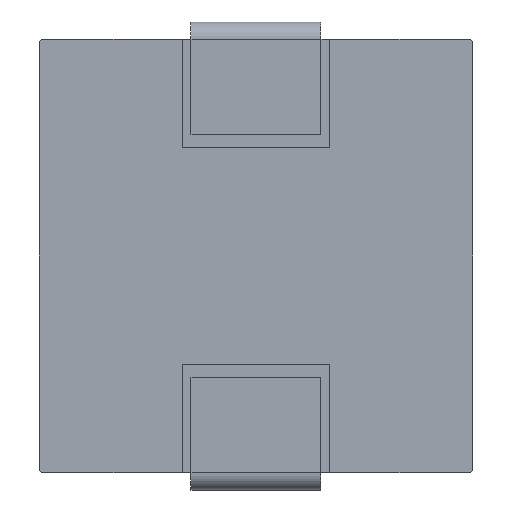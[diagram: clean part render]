
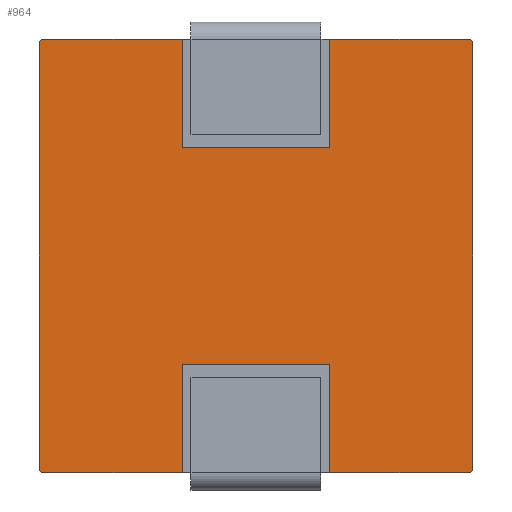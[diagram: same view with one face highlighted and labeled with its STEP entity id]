
A CAD part, front view. The second image highlights one B-rep face of the part: STEP entity #964.
In plain terms, the highlighted planar face has unit normal (0, -1, 0).
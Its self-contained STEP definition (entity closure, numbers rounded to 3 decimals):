
#617 = ORIENTED_EDGE ( 'NONE', *, *, #3725, .F. ) ;
#618 = ORIENTED_EDGE ( 'NONE', *, *, #3761, .F. ) ;
#666 = ORIENTED_EDGE ( 'NONE', *, *, #3723, .F. ) ;
#816 = ORIENTED_EDGE ( 'NONE', *, *, #1355, .F. ) ;
#821 = ORIENTED_EDGE ( 'NONE', *, *, #1377, .F. ) ;
#823 = ORIENTED_EDGE ( 'NONE', *, *, #1387, .F. ) ;
#825 = ORIENTED_EDGE ( 'NONE', *, *, #3720, .F. ) ;
#826 = ORIENTED_EDGE ( 'NONE', *, *, #3741, .F. ) ;
#899 = ORIENTED_EDGE ( 'NONE', *, *, #3734, .F. ) ;
#902 = ORIENTED_EDGE ( 'NONE', *, *, #931, .F. ) ;
#906 = ORIENTED_EDGE ( 'NONE', *, *, #3729, .F. ) ;
#920 = ORIENTED_EDGE ( 'NONE', *, *, #3719, .F. ) ;
#924 = ORIENTED_EDGE ( 'NONE', *, *, #2554, .F. ) ;
#925 = ORIENTED_EDGE ( 'NONE', *, *, #1380, .F. ) ;
#927 = ORIENTED_EDGE ( 'NONE', *, *, #3737, .F. ) ;
#929 = ORIENTED_EDGE ( 'NONE', *, *, #3728, .F. ) ;
#931 = EDGE_CURVE ( 'NONE', #4673, #4672, #2362, .T. ) ;
#964 = ADVANCED_FACE ( 'NONE', ( #1940 ), #2160, .T. ) ;
#1030 = AXIS2_PLACEMENT_3D ( 'NONE', #2686, #2673, #2672 ) ;
#1052 = AXIS2_PLACEMENT_3D ( 'NONE', #2935, #5503, #5504 ) ;
#1054 = VECTOR ( 'NONE', #1927, 1000. ) ;
#1168 = LINE ( 'NONE', #1169, #3687 ) ;
#1169 = CARTESIAN_POINT ( 'NONE',  ( -1.7, 0., -5. ) ) ;
#1170 = DIRECTION ( 'NONE',  ( 0., 0., -1. ) ) ;
#1171 = LINE ( 'NONE', #1172, #3688 ) ;
#1172 = CARTESIAN_POINT ( 'NONE',  ( 5., 0., 4.9 ) ) ;
#1173 = DIRECTION ( 'NONE',  ( 0., 0., -1. ) ) ;
#1180 = LINE ( 'NONE', #1181, #3691 ) ;
#1181 = CARTESIAN_POINT ( 'NONE',  ( 1.7, 0., 5. ) ) ;
#1182 = DIRECTION ( 'NONE',  ( 0., 0., 1. ) ) ;
#1186 = LINE ( 'NONE', #1187, #3694 ) ;
#1187 = CARTESIAN_POINT ( 'NONE',  ( 1.7, 0., -5. ) ) ;
#1188 = DIRECTION ( 'NONE',  ( 0., 0., 1. ) ) ;
#1191 = CARTESIAN_POINT ( 'NONE',  ( -4.9, 0., -4.9 ) ) ;
#1195 = LINE ( 'NONE', #1196, #3696 ) ;
#1196 = CARTESIAN_POINT ( 'NONE',  ( -4.9, 0., 5. ) ) ;
#1197 = DIRECTION ( 'NONE',  ( 1., 0., 0. ) ) ;
#1198 = LINE ( 'NONE', #1199, #3697 ) ;
#1199 = CARTESIAN_POINT ( 'NONE',  ( -5., 0., 4.9 ) ) ;
#1200 = DIRECTION ( 'NONE',  ( 0., 0., 1. ) ) ;
#1213 = LINE ( 'NONE', #1214, #3702 ) ;
#1214 = CARTESIAN_POINT ( 'NONE',  ( 1.7, 0., -2.5 ) ) ;
#1215 = DIRECTION ( 'NONE',  ( -1., 0., 0. ) ) ;
#1222 = DIRECTION ( 'NONE',  ( 0., 1., 0. ) ) ;
#1223 = DIRECTION ( 'NONE',  ( 0., 0., -1. ) ) ;
#1234 = LINE ( 'NONE', #1235, #3711 ) ;
#1235 = CARTESIAN_POINT ( 'NONE',  ( 1.7, 0., 2.5 ) ) ;
#1236 = DIRECTION ( 'NONE',  ( 1., 0., 0. ) ) ;
#1293 = CARTESIAN_POINT ( 'NONE',  ( 4.9, 0., -4.9 ) ) ;
#1294 = DIRECTION ( 'NONE',  ( 0., 1., 0. ) ) ;
#1295 = DIRECTION ( 'NONE',  ( 0., 0., -1. ) ) ;
#1355 = EDGE_CURVE ( 'NONE', #4659, #4649, #4511, .T. ) ;
#1377 = EDGE_CURVE ( 'NONE', #4663, #4658, #1928, .T. ) ;
#1380 = EDGE_CURVE ( 'NONE', #4661, #4663, #4517, .T. ) ;
#1387 = EDGE_CURVE ( 'NONE', #4669, #4675, #5524, .T. ) ;
#1926 = CARTESIAN_POINT ( 'NONE',  ( -4.9, 0., 5. ) ) ;
#1927 = DIRECTION ( 'NONE',  ( 1., 0., 0. ) ) ;
#1928 = LINE ( 'NONE', #1926, #1054 ) ;
#1933 = VECTOR ( 'NONE', #5526, 1000. ) ;
#1940 = FACE_OUTER_BOUND ( 'NONE', #2410, .T. ) ;
#2157 = DIRECTION ( 'NONE',  ( 0., 0., -1. ) ) ;
#2158 = DIRECTION ( 'NONE',  ( 0., -1., 0. ) ) ;
#2159 = CARTESIAN_POINT ( 'NONE',  ( -4.9, 0., 4.9 ) ) ;
#2160 = PLANE ( 'NONE',  #3245 ) ;
#2360 = DIRECTION ( 'NONE',  ( -1., 0., 0. ) ) ;
#2361 = CARTESIAN_POINT ( 'NONE',  ( -4.9, 0., -5. ) ) ;
#2362 = LINE ( 'NONE', #2361, #2653 ) ;
#2410 = EDGE_LOOP ( 'NONE', ( #617, #902, #618, #825, #816, #929, #666, #826, #924, #821, #925, #906, #927, #823, #920, #899 ) ) ;
#2554 = EDGE_CURVE ( 'NONE', #4658, #4642, #5116, .T. ) ;
#2653 = VECTOR ( 'NONE', #2360, 1000. ) ;
#2672 = DIRECTION ( 'NONE',  ( 0., 0., 1. ) ) ;
#2673 = DIRECTION ( 'NONE',  ( 0., 1., 0. ) ) ;
#2686 = CARTESIAN_POINT ( 'NONE',  ( 4.9, 0., 4.9 ) ) ;
#2935 = CARTESIAN_POINT ( 'NONE',  ( -4.9, 0., 4.9 ) ) ;
#3245 = AXIS2_PLACEMENT_3D ( 'NONE', #2159, #2158, #2157 ) ;
#3687 = VECTOR ( 'NONE', #1170, 1000. ) ;
#3688 = VECTOR ( 'NONE', #1173, 1000. ) ;
#3691 = VECTOR ( 'NONE', #1182, 1000. ) ;
#3694 = VECTOR ( 'NONE', #1188, 1000. ) ;
#3696 = VECTOR ( 'NONE', #1197, 1000. ) ;
#3697 = VECTOR ( 'NONE', #1200, 1000. ) ;
#3702 = VECTOR ( 'NONE', #1215, 1000. ) ;
#3703 = AXIS2_PLACEMENT_3D ( 'NONE', #1191, #1222, #1223 ) ;
#3711 = VECTOR ( 'NONE', #1236, 1000. ) ;
#3719 = EDGE_CURVE ( 'NONE', #4641, #4669, #1168, .T. ) ;
#3720 = EDGE_CURVE ( 'NONE', #4649, #4647, #1171, .T. ) ;
#3723 = EDGE_CURVE ( 'NONE', #4643, #4651, #1180, .T. ) ;
#3725 = EDGE_CURVE ( 'NONE', #4672, #4644, #1186, .T. ) ;
#3728 = EDGE_CURVE ( 'NONE', #4651, #4659, #1195, .T. ) ;
#3729 = EDGE_CURVE ( 'NONE', #4645, #4661, #1198, .T. ) ;
#3734 = EDGE_CURVE ( 'NONE', #4644, #4641, #1213, .T. ) ;
#3737 = EDGE_CURVE ( 'NONE', #4675, #4645, #3821, .T. ) ;
#3741 = EDGE_CURVE ( 'NONE', #4642, #4643, #1234, .T. ) ;
#3761 = EDGE_CURVE ( 'NONE', #4647, #4673, #3827, .T. ) ;
#3821 = CIRCLE ( 'NONE', #3703, 0.1 ) ;
#3827 = CIRCLE ( 'NONE', #4919, 0.1 ) ;
#3979 = CARTESIAN_POINT ( 'NONE',  ( -1.7, 0., -2.5 ) ) ;
#3980 = CARTESIAN_POINT ( 'NONE',  ( -1.7, 0., 2.5 ) ) ;
#3981 = CARTESIAN_POINT ( 'NONE',  ( 1.7, 0., 2.5 ) ) ;
#3982 = CARTESIAN_POINT ( 'NONE',  ( 1.7, 0., -2.5 ) ) ;
#3983 = CARTESIAN_POINT ( 'NONE',  ( -5., 0., -4.9 ) ) ;
#3985 = CARTESIAN_POINT ( 'NONE',  ( 5., 0., -4.9 ) ) ;
#3987 = CARTESIAN_POINT ( 'NONE',  ( 5., 0., 4.9 ) ) ;
#3989 = CARTESIAN_POINT ( 'NONE',  ( 1.7, 0., 5. ) ) ;
#3996 = CARTESIAN_POINT ( 'NONE',  ( -1.7, 0., 5. ) ) ;
#3997 = CARTESIAN_POINT ( 'NONE',  ( 4.9, 0., 5. ) ) ;
#3999 = CARTESIAN_POINT ( 'NONE',  ( -5., 0., 4.9 ) ) ;
#4001 = CARTESIAN_POINT ( 'NONE',  ( -4.9, 0., 5. ) ) ;
#4007 = CARTESIAN_POINT ( 'NONE',  ( -1.7, 0., -5. ) ) ;
#4010 = CARTESIAN_POINT ( 'NONE',  ( 1.7, 0., -5. ) ) ;
#4011 = CARTESIAN_POINT ( 'NONE',  ( 4.9, 0., -5. ) ) ;
#4013 = CARTESIAN_POINT ( 'NONE',  ( -4.9, 0., -5. ) ) ;
#4059 = VECTOR ( 'NONE', #5118, 1000. ) ;
#4511 = CIRCLE ( 'NONE', #1030, 0.1 ) ;
#4517 = CIRCLE ( 'NONE', #1052, 0.1 ) ;
#4641 = VERTEX_POINT ( 'NONE', #3979 ) ;
#4642 = VERTEX_POINT ( 'NONE', #3980 ) ;
#4643 = VERTEX_POINT ( 'NONE', #3981 ) ;
#4644 = VERTEX_POINT ( 'NONE', #3982 ) ;
#4645 = VERTEX_POINT ( 'NONE', #3983 ) ;
#4647 = VERTEX_POINT ( 'NONE', #3985 ) ;
#4649 = VERTEX_POINT ( 'NONE', #3987 ) ;
#4651 = VERTEX_POINT ( 'NONE', #3989 ) ;
#4658 = VERTEX_POINT ( 'NONE', #3996 ) ;
#4659 = VERTEX_POINT ( 'NONE', #3997 ) ;
#4661 = VERTEX_POINT ( 'NONE', #3999 ) ;
#4663 = VERTEX_POINT ( 'NONE', #4001 ) ;
#4669 = VERTEX_POINT ( 'NONE', #4007 ) ;
#4672 = VERTEX_POINT ( 'NONE', #4010 ) ;
#4673 = VERTEX_POINT ( 'NONE', #4011 ) ;
#4675 = VERTEX_POINT ( 'NONE', #4013 ) ;
#4919 = AXIS2_PLACEMENT_3D ( 'NONE', #1293, #1294, #1295 ) ;
#5116 = LINE ( 'NONE', #5117, #4059 ) ;
#5117 = CARTESIAN_POINT ( 'NONE',  ( -1.7, 0., 5. ) ) ;
#5118 = DIRECTION ( 'NONE',  ( 0., 0., -1. ) ) ;
#5503 = DIRECTION ( 'NONE',  ( 0., 1., 0. ) ) ;
#5504 = DIRECTION ( 'NONE',  ( 0., 0., -1. ) ) ;
#5524 = LINE ( 'NONE', #5525, #1933 ) ;
#5525 = CARTESIAN_POINT ( 'NONE',  ( -4.9, 0., -5. ) ) ;
#5526 = DIRECTION ( 'NONE',  ( -1., 0., 0. ) ) ;
